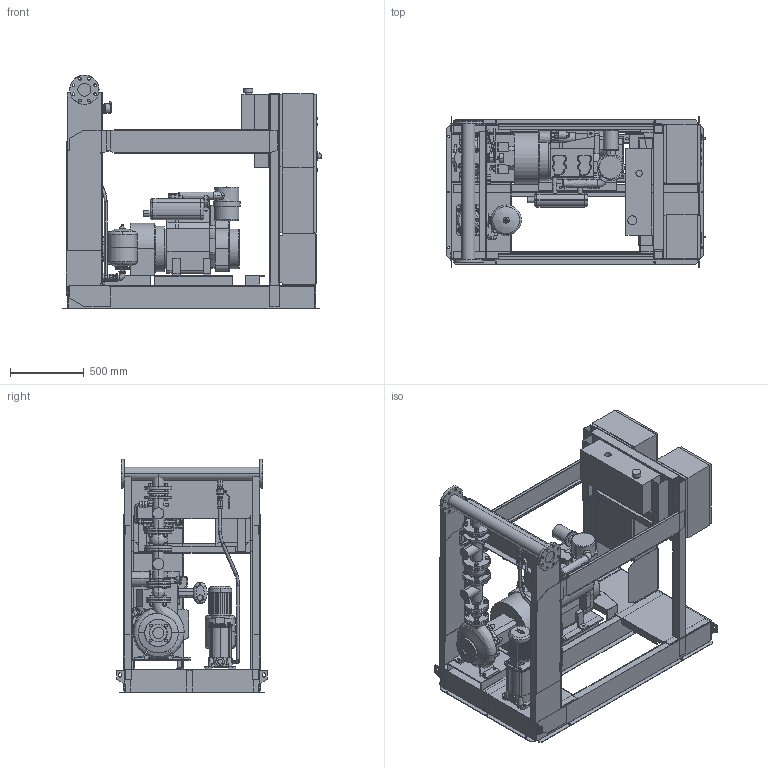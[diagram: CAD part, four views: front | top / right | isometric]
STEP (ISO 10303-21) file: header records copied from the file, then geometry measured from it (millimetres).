
FILE_DESCRIPTION((''),'2;1');
FILE_NAME('3d_Sifire-EN-50_250-230-26.5_1.1DJ-4183884.stp','2015-05-26T10:22:05',(''),(''),'Mechanical Desktop 2009','Mechanical Desktop 2009',', , ');
FILE_SCHEMA(('CONFIG_CONTROL_DESIGN'));
Length unit declared in the file: millimetre
Products named in the file (1): Product
Bounding box: 1754.5 x 1026 x 1590 mm (x, y, z)
Volume: 320671838.5 mm3; surface area: 25321629.2 mm2
Topology: 159 solids, 159 shells, 4044 faces, 9834 edges, 6258 vertices
Faces by surface type: bspline 1565, plane 1390, cylinder 665, cone 312, torus 88, sphere 24
Entity records: 133856 total; most frequent: CARTESIAN_POINT 44566, ORIENTED_EDGE 19612, DIRECTION 16590, EDGE_CURVE 9806, VERTEX_POINT 6255, VECTOR 5766, LINE 5766, AXIS2_PLACEMENT_3D 5412
